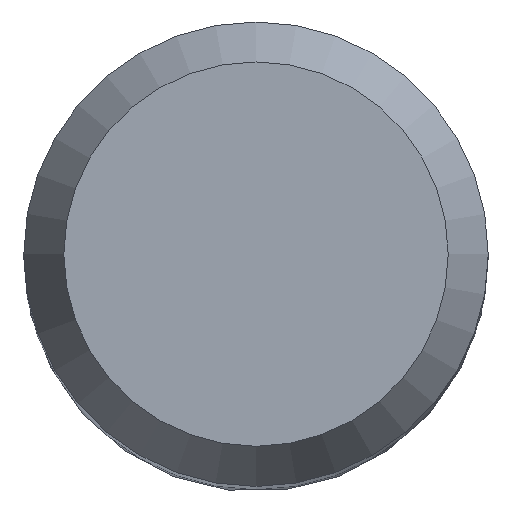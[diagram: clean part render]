
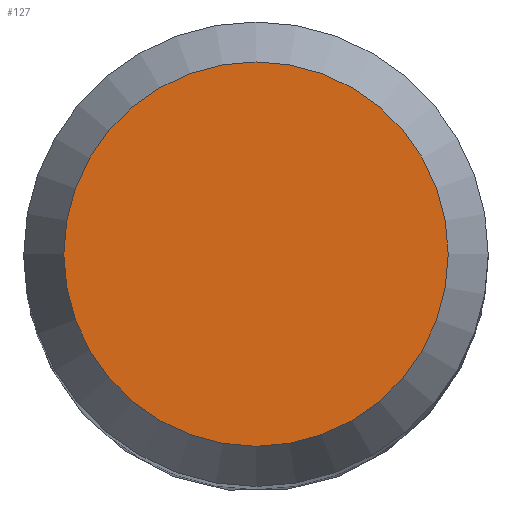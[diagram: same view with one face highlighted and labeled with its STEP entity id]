
A CAD part, top view. The second image highlights one B-rep face of the part: STEP entity #127.
In plain terms, the highlighted planar face has unit normal (0, 0, 1).
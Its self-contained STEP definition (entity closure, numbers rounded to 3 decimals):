
#112=PLANE('',#349);
#117=FACE_OUTER_BOUND('',#170,.T.);
#127=ADVANCED_FACE('',(#117),#112,.T.);
#170=EDGE_LOOP('',(#196));
#196=ORIENTED_EDGE('',*,*,#230,.T.);
#217=VERTEX_POINT('',#475);
#230=EDGE_CURVE('',#217,#217,#243,.T.);
#243=CIRCLE('',#346,6.619);
#346=AXIS2_PLACEMENT_3D('',#474,#399,#400);
#349=AXIS2_PLACEMENT_3D('',#479,#405,#406);
#399=DIRECTION('',(0.,0.,1.));
#400=DIRECTION('',(-1.,0.,0.));
#405=DIRECTION('',(0.,0.,1.));
#406=DIRECTION('',(-1.,0.,0.));
#474=CARTESIAN_POINT('',(0.,0.,0.));
#475=CARTESIAN_POINT('',(-6.619,0.,0.));
#479=CARTESIAN_POINT('',(0.,0.,0.));
